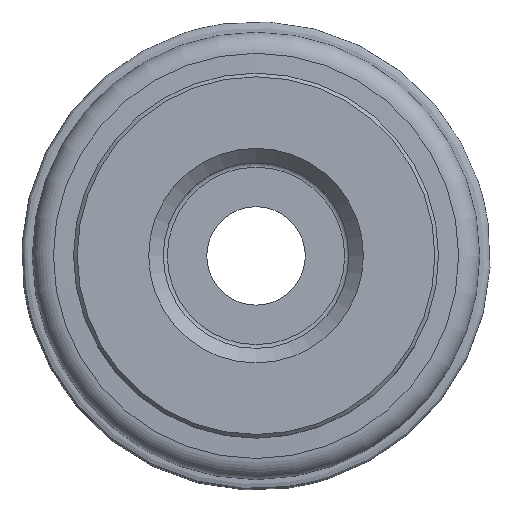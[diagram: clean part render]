
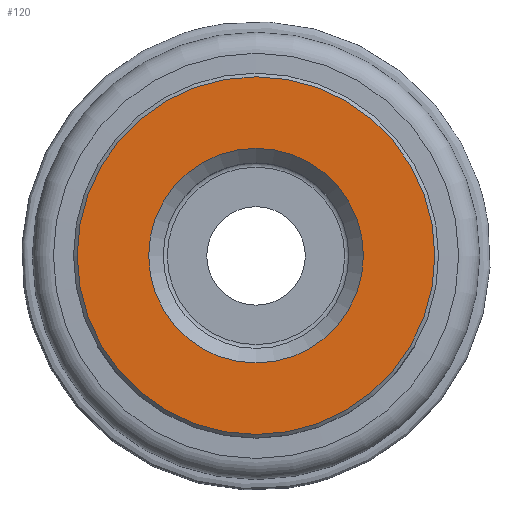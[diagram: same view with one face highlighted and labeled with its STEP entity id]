
A CAD part, top view. The second image highlights one B-rep face of the part: STEP entity #120.
In plain terms, the highlighted planar face has unit normal (0, 0, 1).
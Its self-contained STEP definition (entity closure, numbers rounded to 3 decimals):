
#115=PLANE('',#489);
#120=ADVANCED_FACE('CU_BCK',(#154,#155),#115,.F.);
#154=FACE_BOUND('',#205,.T.);
#155=FACE_BOUND('',#206,.T.);
#205=EDGE_LOOP('',(#255));
#206=EDGE_LOOP('',(#256));
#255=ORIENTED_EDGE('',*,*,#331,.T.);
#256=ORIENTED_EDGE('',*,*,#332,.F.);
#305=VERTEX_POINT('',#689);
#306=VERTEX_POINT('',#691);
#331=EDGE_CURVE('',#305,#305,#356,.T.);
#332=EDGE_CURVE('',#306,#306,#357,.T.);
#356=CIRCLE('',#487,24.5);
#357=CIRCLE('',#488,14.705);
#487=AXIS2_PLACEMENT_3D('',#688,#562,#563);
#488=AXIS2_PLACEMENT_3D('',#690,#564,#565);
#489=AXIS2_PLACEMENT_3D('',#692,#566,#567);
#562=DIRECTION('',(0.,0.,1.));
#563=DIRECTION('',(-1.,0.,0.));
#564=DIRECTION('',(0.,0.,1.));
#565=DIRECTION('',(1.,0.,0.));
#566=DIRECTION('',(0.,0.,-1.));
#567=DIRECTION('',(-1.,0.,0.));
#688=CARTESIAN_POINT('',(0.,0.,0.));
#689=CARTESIAN_POINT('',(-24.5,0.,0.));
#690=CARTESIAN_POINT('',(0.,0.,0.));
#691=CARTESIAN_POINT('',(14.705,0.,0.));
#692=CARTESIAN_POINT('',(0.,0.,0.));
